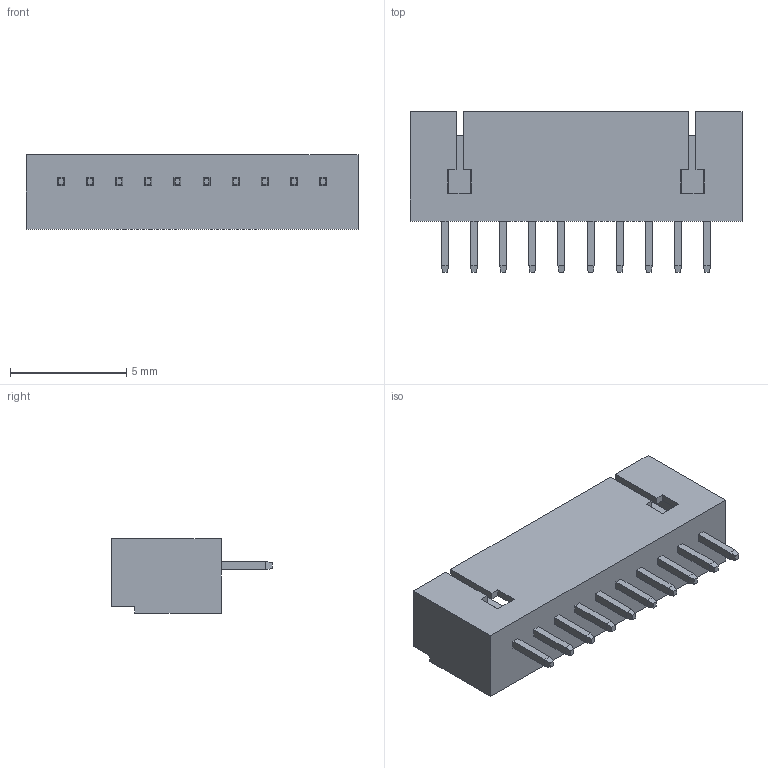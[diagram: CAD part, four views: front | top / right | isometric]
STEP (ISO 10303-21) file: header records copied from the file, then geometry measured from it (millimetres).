
FILE_DESCRIPTION (( 'STEP AP214' ), '1' );
FILE_NAME ('MX1.25-10A.STEP', '2023-05-20T03:10:15', ( '' ), ( '' ), 'SwSTEP 2.0', 'SolidWorks 2022', '' );
FILE_SCHEMA (( 'AUTOMOTIVE_DESIGN' ));
Length unit declared in the file: millimetre
Products named in the file (1): MX1.25-10A
Bounding box: 14.25 x 6.9 x 3.2 mm (x, y, z)
Volume: 58.3 mm3; surface area: 436.4 mm2
Topology: 1 solids, 1 shells, 210 faces, 482 edges, 294 vertices
Faces by surface type: plane 210
Entity records: 7704 total; most frequent: CARTESIAN_POINT 987, ORIENTED_EDGE 964, DIRECTION 904, VECTOR 482, LINE 482, EDGE_CURVE 482, VERTEX_POINT 294, EDGE_LOOP 230
